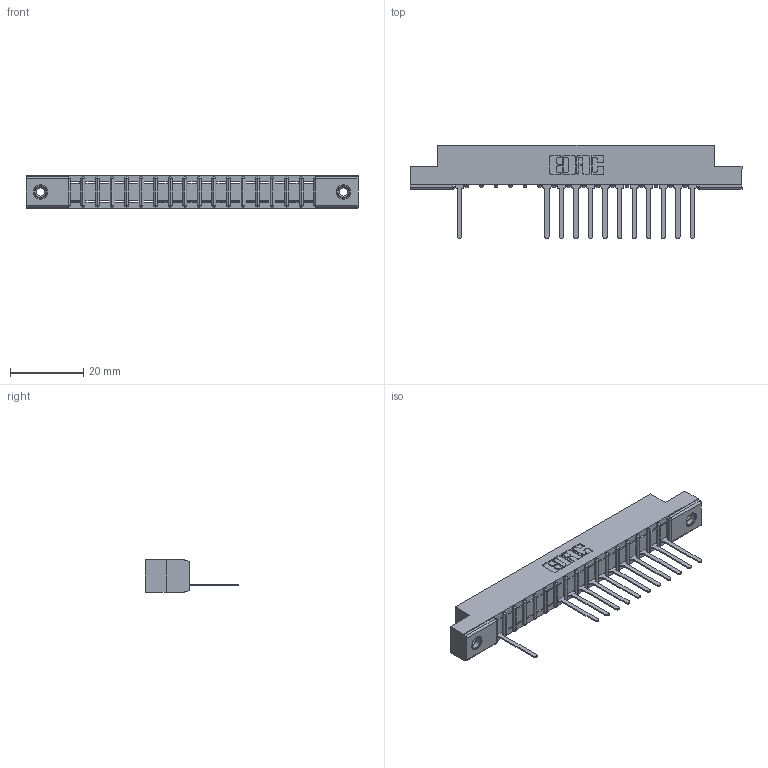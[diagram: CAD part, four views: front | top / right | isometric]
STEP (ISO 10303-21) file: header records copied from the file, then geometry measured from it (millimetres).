
FILE_DESCRIPTION (( 'STEP AP203' ), '1' );
FILE_NAME ('357-017-547-108.STEP', '2018-08-08T03:38:31', ( '' ), ( '' ), 'SwSTEP 2.0', 'SolidWorks 2016', '' );
FILE_SCHEMA (( 'CONFIG_CONTROL_DESIGN' ));
Length unit declared in the file: inch
Products named in the file (4): 307 Part_.156 Dia Mounting Holes; 307-290-001_547; 345-250-001_345-250-003-102; 357-017-547-108
Assembly tree (15 placements, depth 2):
  357-017-547-108
    307 Part_.156 Dia Mounting Holes
    307-290-001_547  x12
    345-250-001_345-250-003-102  x2
Bounding box: 90.37 x 25.43 x 8.71 mm (x, y, z)
Volume: 5667 mm3; surface area: 8346.9 mm2
Topology: 15 solids, 15 shells, 968 faces, 2723 edges, 1742 vertices
Faces by surface type: plane 606, cylinder 310, sphere 36, cone 12, torus 4
Entity records: 18649 total; most frequent: CARTESIAN_POINT 3134, ORIENTED_EDGE 3118, DIRECTION 3067, EDGE_CURVE 1559, LINE 1185, VECTOR 1185, VERTEX_POINT 1008, AXIS2_PLACEMENT_3D 941
